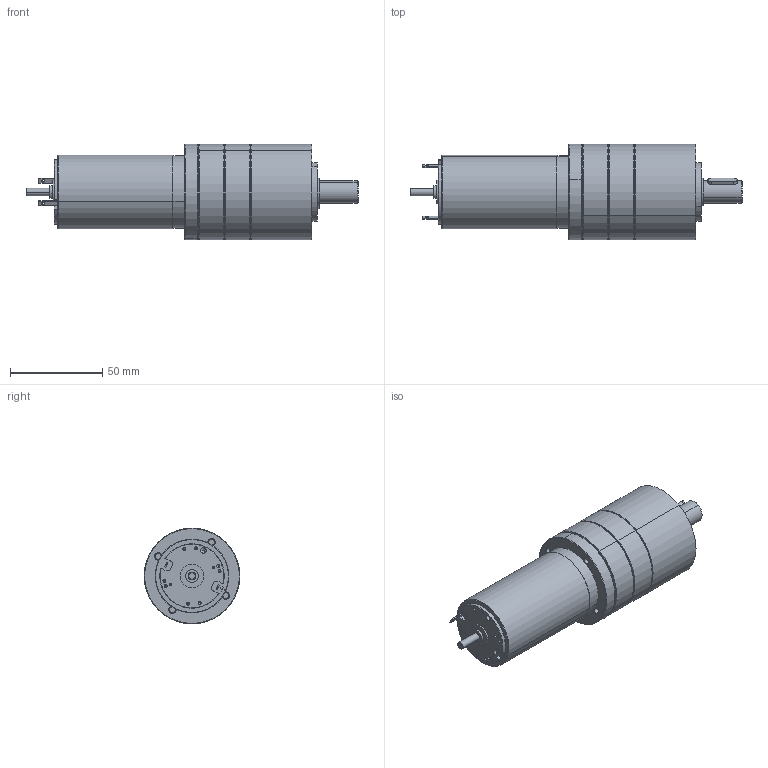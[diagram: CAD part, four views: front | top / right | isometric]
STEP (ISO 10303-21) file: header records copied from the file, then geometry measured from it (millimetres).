
FILE_DESCRIPTION (( 'STEP AP214' ), '1' );
FILE_NAME ('RE40_+_PM52-2etages.STEP', '2014-03-03T08:02:52', ( '' ), ( '' ), 'SwSTEP 2.0', 'SolidWorks 2013', '' );
FILE_SCHEMA (( 'AUTOMOTIVE_DESIGN' ));
Length unit declared in the file: millimetre
Products named in the file (16): 8101171_ABTRIEB_ROHTEIL_AF0_2; DIN998_PS_12X18X1_2; D625-6001-2RS_2; 8006231_LAGERFLANSCH_2; RE40G_Part; RE40_+_PM52-2etages; D912_M4X10_1; MOTORFLANSCH_1240398; PM52 pour RE40 - 1249626; SCHRAUBE_1241978_6; 8006230_ZAHNKRANZ_Z46_2; 8006405_DICHTRING_2; 4X4X16_D6885A_2; D471_12X1_5_2; 8102168_ABTRIEB_LK1_KPL_2; GK2152_POS31_2_LAGERBOLZEN_2
Assembly tree (27 placements, depth 4):
  RE40_+_PM52-2etages
    RE40G_Part
    PM52 pour RE40 - 1249626
      8006231_LAGERFLANSCH_2
      D625-6001-2RS_2  x2
      DIN998_PS_12X18X1_2  x2
      8102168_ABTRIEB_LK1_KPL_2
        8101171_ABTRIEB_ROHTEIL_AF0_2
        GK2152_POS31_2_LAGERBOLZEN_2  x3
      D471_12X1_5_2
      4X4X16_D6885A_2
      8006405_DICHTRING_2  x2
      8006230_ZAHNKRANZ_Z46_2
      SCHRAUBE_1241978_6  x4
    MOTORFLANSCH_1240398
    D912_M4X10_1  x3
    8006405_DICHTRING_2
    8006230_ZAHNKRANZ_Z46_2
Bounding box: 180.35 x 52 x 52 mm (x, y, z)
Volume: 126218.6 mm3; surface area: 79805.7 mm2
Topology: 19 solids, 47 shells, 1098 faces, 2823 edges, 1818 vertices
Faces by surface type: cylinder 518, plane 388, cone 138, bspline 54
Entity records: 24101 total; most frequent: CARTESIAN_POINT 4838, DIRECTION 3891, ORIENTED_EDGE 3420, EDGE_CURVE 1732, AXIS2_PLACEMENT_3D 1501, VERTEX_POINT 1128, LINE 889, VECTOR 889
